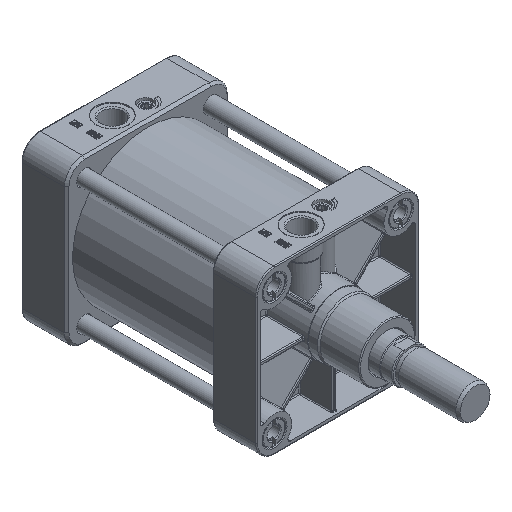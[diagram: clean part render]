
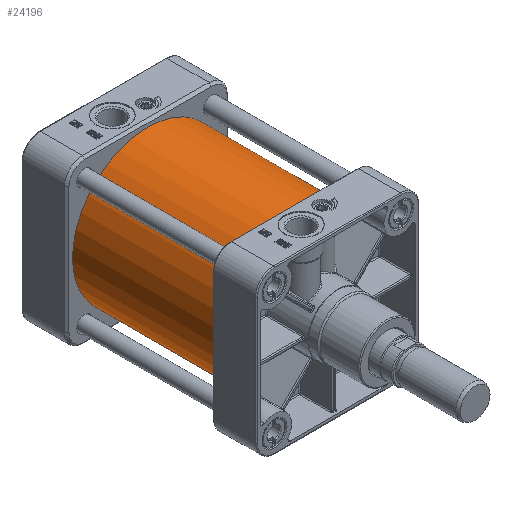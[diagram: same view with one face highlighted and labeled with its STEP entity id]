
A CAD part, isometric view. The second image highlights one B-rep face of the part: STEP entity #24196.
In plain terms, the highlighted cylindrical face has radius 83.5 mm (diameter 167 mm), a full revolution.
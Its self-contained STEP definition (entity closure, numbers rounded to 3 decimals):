
#24145=CARTESIAN_POINT('',(-32.,-80.0,77.125));
#24146=VERTEX_POINT('',#24145);
#24147=CARTESIAN_POINT('',(0.0,-80.0,0.0));
#24148=DIRECTION('',(0.0,1.0,0.0));
#24149=DIRECTION('',(1.0,0.0,0.0));
#24150=AXIS2_PLACEMENT_3D('',#24147,#24148,#24149);
#24151=CIRCLE('',#24150,83.5);
#24152=EDGE_CURVE('',#24146,#24146,#24151,.T.);
#24177=CARTESIAN_POINT('',(0.0,0.0,0.0));
#24178=DIRECTION('',(0.0,1.0,0.0));
#24179=DIRECTION('',(1.0,0.0,0.0));
#24180=AXIS2_PLACEMENT_3D('',#24177,#24178,#24179);
#24181=CYLINDRICAL_SURFACE('',#24180,83.5);
#24182=CARTESIAN_POINT('',(-32.,80.0,77.125));
#24183=VERTEX_POINT('',#24182);
#24184=CARTESIAN_POINT('',(0.0,80.0,0.0));
#24185=DIRECTION('',(0.0,-1.0,0.0));
#24186=DIRECTION('',(1.0,0.0,0.0));
#24187=AXIS2_PLACEMENT_3D('',#24184,#24185,#24186);
#24188=CIRCLE('',#24187,83.5);
#24189=EDGE_CURVE('',#24183,#24183,#24188,.T.);
#24190=ORIENTED_EDGE('',*,*,#24189,.T.);
#24191=EDGE_LOOP('',(#24190));
#24192=FACE_OUTER_BOUND('',#24191,.T.);
#24193=ORIENTED_EDGE('',*,*,#24152,.T.);
#24194=EDGE_LOOP('',(#24193));
#24195=FACE_BOUND('',#24194,.T.);
#24196=ADVANCED_FACE('',(#24192,#24195),#24181,.T.);
